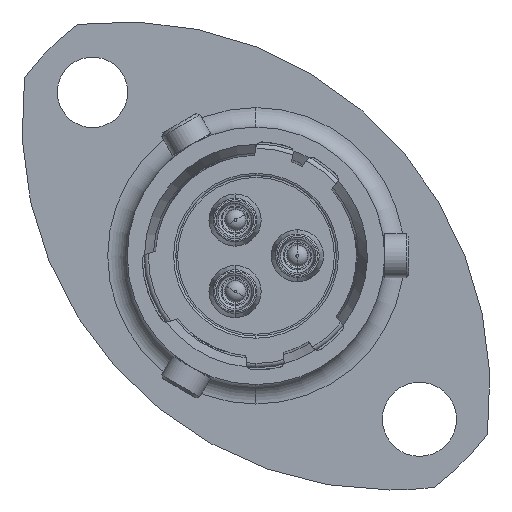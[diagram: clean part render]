
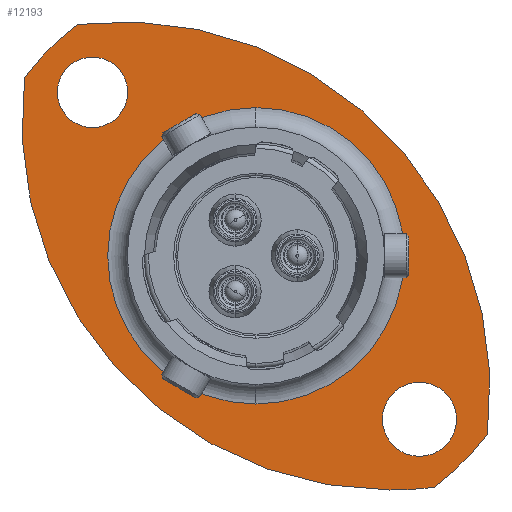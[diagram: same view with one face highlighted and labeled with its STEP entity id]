
A CAD part, left-side view. The second image highlights one B-rep face of the part: STEP entity #12193.
In plain terms, the highlighted planar face has unit normal (-1, 0, 0).
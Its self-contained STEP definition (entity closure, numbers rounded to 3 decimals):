
#192 = EDGE_LOOP ( 'NONE', ( #1846, #7046 ) ) ;
#305 = EDGE_CURVE ( 'NONE', #10898, #1082, #10568, .T. ) ;
#457 = DIRECTION ( 'NONE',  ( 1., 0., 0. ) ) ;
#887 = AXIS2_PLACEMENT_3D ( 'NONE', #7600, #457, #8788 ) ;
#1034 = EDGE_CURVE ( 'NONE', #11735, #6593, #11402, .T. ) ;
#1082 = VERTEX_POINT ( 'NONE', #13618 ) ;
#1250 = EDGE_LOOP ( 'NONE', ( #4329, #14454 ) ) ;
#1551 = EDGE_CURVE ( 'NONE', #14692, #1629, #8346, .T. ) ;
#1566 = CARTESIAN_POINT ( 'NONE',  ( 12.039, 5.468, -8.48 ) ) ;
#1568 = CARTESIAN_POINT ( 'NONE',  ( 12.039, 13.016, 5.913 ) ) ;
#1629 = VERTEX_POINT ( 'NONE', #7825 ) ;
#1846 = ORIENTED_EDGE ( 'NONE', *, *, #3742, .F. ) ;
#2017 = ORIENTED_EDGE ( 'NONE', *, *, #14767, .T. ) ;
#2062 = CARTESIAN_POINT ( 'NONE',  ( 12.039, 5.468, -1.635 ) ) ;
#2069 = CARTESIAN_POINT ( 'NONE',  ( 12.039, -0.719, 4.552 ) ) ;
#2153 = EDGE_CURVE ( 'NONE', #1082, #10898, #8684, .T. ) ;
#2437 = EDGE_CURVE ( 'NONE', #5431, #10044, #6434, .T. ) ;
#2468 = ORIENTED_EDGE ( 'NONE', *, *, #2437, .T. ) ;
#2666 = DIRECTION ( 'NONE',  ( -1., 0., 0. ) ) ;
#2765 = DIRECTION ( 'NONE',  ( 0., 0., -1. ) ) ;
#2791 = CARTESIAN_POINT ( 'NONE',  ( 12.039, 11.413, -1.635 ) ) ;
#2912 = CARTESIAN_POINT ( 'NONE',  ( 12.039, 5.468, -1.635 ) ) ;
#3095 = CIRCLE ( 'NONE', #6820, 17. ) ;
#3240 = CARTESIAN_POINT ( 'NONE',  ( 12.039, 13.016, 5.913 ) ) ;
#3259 = DIRECTION ( 'NONE',  ( 0., 0., 1. ) ) ;
#3261 = DIRECTION ( 'NONE',  ( 0., 0., -1. ) ) ;
#3579 = CARTESIAN_POINT ( 'NONE',  ( 12.039, -5.22, -9.883 ) ) ;
#3742 = EDGE_CURVE ( 'NONE', #5357, #9542, #13271, .T. ) ;
#3939 = DIRECTION ( 'NONE',  ( -1., 0., 0. ) ) ;
#3951 = CIRCLE ( 'NONE', #5698, 17. ) ;
#4016 = DIRECTION ( 'NONE',  ( 0., 0., -1. ) ) ;
#4110 = ORIENTED_EDGE ( 'NONE', *, *, #305, .F. ) ;
#4140 = DIRECTION ( 'NONE',  ( 0., 0., -1. ) ) ;
#4303 = EDGE_LOOP ( 'NONE', ( #11993, #7504, #2468, #2017, #14920 ) ) ;
#4329 = ORIENTED_EDGE ( 'NONE', *, *, #1551, .T. ) ;
#4454 = DIRECTION ( 'NONE',  ( 0., 0., -1. ) ) ;
#4458 = CARTESIAN_POINT ( 'NONE',  ( 12.039, -2.08, -9.183 ) ) ;
#4971 = FACE_BOUND ( 'NONE', #192, .T. ) ;
#5087 = AXIS2_PLACEMENT_3D ( 'NONE', #4458, #12840, #5652 ) ;
#5200 = PLANE ( 'NONE',  #7694 ) ;
#5357 = VERTEX_POINT ( 'NONE', #8455 ) ;
#5431 = VERTEX_POINT ( 'NONE', #7420 ) ;
#5652 = DIRECTION ( 'NONE',  ( 0., 0., -1. ) ) ;
#5698 = AXIS2_PLACEMENT_3D ( 'NONE', #5838, #14228, #7025 ) ;
#5838 = CARTESIAN_POINT ( 'NONE',  ( 12.039, 11.655, -7.822 ) ) ;
#6288 = AXIS2_PLACEMENT_3D ( 'NONE', #13745, #6556, #14954 ) ;
#6434 = CIRCLE ( 'NONE', #7232, 13.5 ) ;
#6448 = CARTESIAN_POINT ( 'NONE',  ( 12.039, 16.155, 6.613 ) ) ;
#6556 = DIRECTION ( 'NONE',  ( -1., 0., 0. ) ) ;
#6593 = VERTEX_POINT ( 'NONE', #6448 ) ;
#6820 = AXIS2_PLACEMENT_3D ( 'NONE', #2069, #10427, #3261 ) ;
#7025 = DIRECTION ( 'NONE',  ( 0., 0., -1. ) ) ;
#7046 = ORIENTED_EDGE ( 'NONE', *, *, #7476, .F. ) ;
#7232 = AXIS2_PLACEMENT_3D ( 'NONE', #2062, #10423, #3259 ) ;
#7420 = CARTESIAN_POINT ( 'NONE',  ( 12.039, -2.78, -12.322 ) ) ;
#7476 = EDGE_CURVE ( 'NONE', #9542, #5357, #15472, .T. ) ;
#7504 = ORIENTED_EDGE ( 'NONE', *, *, #12377, .T. ) ;
#7600 = CARTESIAN_POINT ( 'NONE',  ( 12.039, 5.468, -1.635 ) ) ;
#7632 = ORIENTED_EDGE ( 'NONE', *, *, #2153, .F. ) ;
#7694 = AXIS2_PLACEMENT_3D ( 'NONE', #2791, #11172, #4016 ) ;
#7825 = CARTESIAN_POINT ( 'NONE',  ( 12.039, 5.468, 5.21 ) ) ;
#8195 = AXIS2_PLACEMENT_3D ( 'NONE', #3240, #11634, #4454 ) ;
#8298 = AXIS2_PLACEMENT_3D ( 'NONE', #11100, #3939, #12313 ) ;
#8346 = CIRCLE ( 'NONE', #10604, 6.845 ) ;
#8455 = CARTESIAN_POINT ( 'NONE',  ( 12.039, 13.016, 4.288 ) ) ;
#8547 = EDGE_CURVE ( 'NONE', #1629, #14692, #11693, .T. ) ;
#8684 = CIRCLE ( 'NONE', #8298, 1.712 ) ;
#8788 = DIRECTION ( 'NONE',  ( 0., 0., -1. ) ) ;
#9059 = CIRCLE ( 'NONE', #13099, 17. ) ;
#9542 = VERTEX_POINT ( 'NONE', #9551 ) ;
#9551 = CARTESIAN_POINT ( 'NONE',  ( 12.039, 13.016, 7.538 ) ) ;
#9819 = CARTESIAN_POINT ( 'NONE',  ( 12.039, -0.719, 4.552 ) ) ;
#9924 = DIRECTION ( 'NONE',  ( -1., 0., 0. ) ) ;
#10044 = VERTEX_POINT ( 'NONE', #3579 ) ;
#10357 = VERTEX_POINT ( 'NONE', #11489 ) ;
#10423 = DIRECTION ( 'NONE',  ( -1., 0., 0. ) ) ;
#10427 = DIRECTION ( 'NONE',  ( -1., 0., 0. ) ) ;
#10568 = CIRCLE ( 'NONE', #5087, 1.712 ) ;
#10604 = AXIS2_PLACEMENT_3D ( 'NONE', #2912, #11301, #4140 ) ;
#10898 = VERTEX_POINT ( 'NONE', #13979 ) ;
#10968 = FACE_OUTER_BOUND ( 'NONE', #4303, .T. ) ;
#11042 = DIRECTION ( 'NONE',  ( 0., 0., -1. ) ) ;
#11100 = CARTESIAN_POINT ( 'NONE',  ( 12.039, -2.08, -9.183 ) ) ;
#11142 = EDGE_CURVE ( 'NONE', #6593, #10357, #9059, .T. ) ;
#11172 = DIRECTION ( 'NONE',  ( 1., 0., 0. ) ) ;
#11301 = DIRECTION ( 'NONE',  ( 1., 0., 0. ) ) ;
#11359 = FACE_BOUND ( 'NONE', #1250, .T. ) ;
#11402 = CIRCLE ( 'NONE', #6288, 13.5 ) ;
#11489 = CARTESIAN_POINT ( 'NONE',  ( 12.039, -0.719, -12.448 ) ) ;
#11634 = DIRECTION ( 'NONE',  ( -1., 0., 0. ) ) ;
#11693 = CIRCLE ( 'NONE', #887, 6.845 ) ;
#11735 = VERTEX_POINT ( 'NONE', #14925 ) ;
#11993 = ORIENTED_EDGE ( 'NONE', *, *, #11142, .T. ) ;
#12193 = ADVANCED_FACE ( 'NONE', ( #11359, #14546, #4971, #10968 ), #5200, .F. ) ;
#12313 = DIRECTION ( 'NONE',  ( 0., 0., -1. ) ) ;
#12377 = EDGE_CURVE ( 'NONE', #10357, #5431, #3095, .T. ) ;
#12605 = AXIS2_PLACEMENT_3D ( 'NONE', #1568, #9924, #2765 ) ;
#12783 = EDGE_LOOP ( 'NONE', ( #4110, #7632 ) ) ;
#12840 = DIRECTION ( 'NONE',  ( -1., 0., 0. ) ) ;
#13099 = AXIS2_PLACEMENT_3D ( 'NONE', #9819, #2666, #11042 ) ;
#13271 = CIRCLE ( 'NONE', #8195, 1.625 ) ;
#13618 = CARTESIAN_POINT ( 'NONE',  ( 12.039, -2.08, -7.472 ) ) ;
#13745 = CARTESIAN_POINT ( 'NONE',  ( 12.039, 5.468, -1.635 ) ) ;
#13979 = CARTESIAN_POINT ( 'NONE',  ( 12.039, -2.08, -10.895 ) ) ;
#14228 = DIRECTION ( 'NONE',  ( -1., 0., 0. ) ) ;
#14454 = ORIENTED_EDGE ( 'NONE', *, *, #8547, .T. ) ;
#14546 = FACE_BOUND ( 'NONE', #12783, .T. ) ;
#14692 = VERTEX_POINT ( 'NONE', #1566 ) ;
#14767 = EDGE_CURVE ( 'NONE', #10044, #11735, #3951, .T. ) ;
#14920 = ORIENTED_EDGE ( 'NONE', *, *, #1034, .T. ) ;
#14925 = CARTESIAN_POINT ( 'NONE',  ( 12.039, 13.716, 9.052 ) ) ;
#14954 = DIRECTION ( 'NONE',  ( 0., 0., 1. ) ) ;
#15472 = CIRCLE ( 'NONE', #12605, 1.625 ) ;
